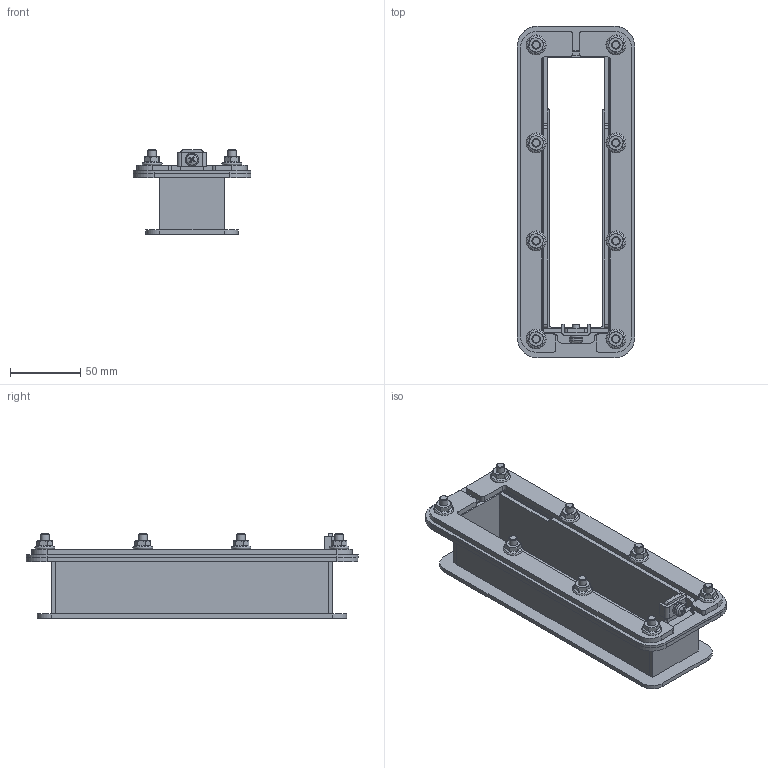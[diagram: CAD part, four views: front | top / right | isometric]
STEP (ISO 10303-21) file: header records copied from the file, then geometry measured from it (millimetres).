
FILE_DESCRIPTION(/* description */ ('ASSEMBLY'),/* implementation_level */ '2;1');
FILE_NAME(/* name */ '100-134742_A.stp',/* time_stamp */ '2020-09-28T15:25:19+02:00',/* author */ ('se-robgus'),/* organization */ (''),/* preprocessor_version */ 'ST-DEVELOPER v17',/* originating_system */ 'Autodesk Inventor 2019',/* authorisation */ '');
FILE_SCHEMA (('AUTOMOTIVE_DESIGN { 1 0 10303 214 3 1 1 }'));
Length unit declared in the file: millimetre
Products named in the file (14): 100-134742; 100-134743; 100-134744; 100-134765; 100-134746; 100-134747; 100-134748; 100-054680; 100-134749; ISO 7045 - M5 x 8 - 4.8 - H; 100-022558; DIN 127 - A 5; 100-134750; 100-022636 NUT
Assembly tree (29 placements, depth 3):
  100-134742
    100-134743
      100-134744
      100-134765  x2
      100-134746
      100-134747
      100-134748
      100-054680  x8
    100-134749
    100-134750  x2
    ISO 7045 - M5 x 8 - 4.8 - H
    100-022558
    DIN 127 - A 5
    100-022636 NUT  x8
Bounding box: 83.8 x 236.05 x 60 mm (x, y, z)
Volume: 171537.8 mm3; surface area: 136424.1 mm2
Topology: 28 solids, 28 shells, 1170 faces, 3201 edges, 2136 vertices
Faces by surface type: plane 857, cylinder 124, cone 92, bspline 83, torus 13, sphere 1
Full cylindrical faces by diameter (mm): 4.134 x1, 4.567 x1, 4.75 x8, 4.917 x8, 5 x1, 5.5 x1, 6 x8, 6.6 x8, 7 x8
Entity records: 32502 total; most frequent: CARTESIAN_POINT 7066, ORIENTED_EDGE 5448, DIRECTION 4638, EDGE_CURVE 2724, LINE 2256, VECTOR 2256, VERTEX_POINT 1821, AXIS2_PLACEMENT_3D 1191
